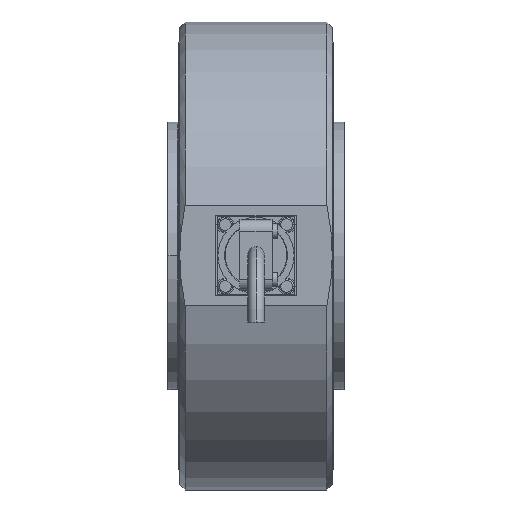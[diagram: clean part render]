
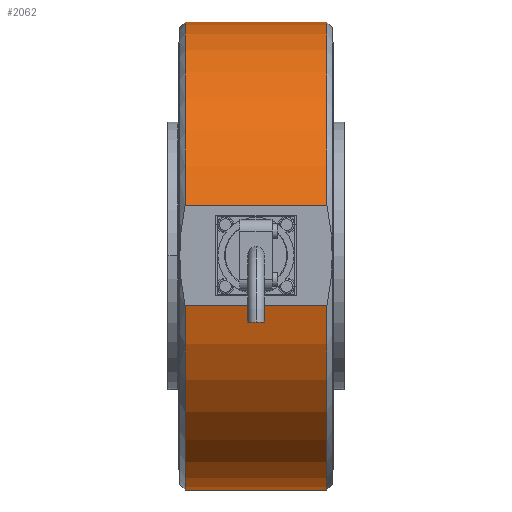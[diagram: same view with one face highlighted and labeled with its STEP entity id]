
A CAD part, top view. The second image highlights one B-rep face of the part: STEP entity #2062.
In plain terms, the highlighted cylindrical face has radius 87.5 mm (diameter 175 mm), a partial arc.
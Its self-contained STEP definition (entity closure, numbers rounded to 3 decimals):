
#1906=CARTESIAN_POINT('',(26.5,85.5,18.601));
#1907=VERTEX_POINT('',#1906);
#1921=CARTESIAN_POINT('',(26.5,85.5,-18.601));
#1922=VERTEX_POINT('',#1921);
#1936=CARTESIAN_POINT('',(-26.5,85.5,-18.601));
#1937=VERTEX_POINT('',#1936);
#1938=CARTESIAN_POINT('',(-26.5,85.5,-18.601));
#1939=DIRECTION('',(1.0,0.0,0.0));
#1940=VECTOR('',#1939,53.);
#1941=LINE('',#1938,#1940);
#1942=EDGE_CURVE('',#1937,#1922,#1941,.T.);
#1959=CARTESIAN_POINT('',(-26.5,85.5,18.601));
#1960=VERTEX_POINT('',#1959);
#1974=CARTESIAN_POINT('',(26.5,85.5,18.601));
#1975=DIRECTION('',(-1.0,0.0,0.0));
#1976=VECTOR('',#1975,53.);
#1977=LINE('',#1974,#1976);
#1978=EDGE_CURVE('',#1907,#1960,#1977,.T.);
#2017=CARTESIAN_POINT('',(-26.5,0.0,0.0));
#2018=DIRECTION('',(-1.0,0.0,0.0));
#2019=DIRECTION('',(0.0,-1.0,0.0));
#2020=AXIS2_PLACEMENT_3D('',#2017,#2018,#2019);
#2021=CIRCLE('',#2020,87.5);
#2022=EDGE_CURVE('',#1937,#1960,#2021,.T.);
#2033=CARTESIAN_POINT('',(26.5,0.0,0.0));
#2034=DIRECTION('',(1.0,0.0,0.0));
#2035=DIRECTION('',(0.0,-1.0,0.0));
#2036=AXIS2_PLACEMENT_3D('',#2033,#2034,#2035);
#2037=CIRCLE('',#2036,87.5);
#2038=EDGE_CURVE('',#1907,#1922,#2037,.T.);
#2051=CARTESIAN_POINT('',(-29.15,0.0,0.0));
#2052=DIRECTION('',(1.0,0.0,0.0));
#2053=DIRECTION('',(0.0,1.0,0.0));
#2054=AXIS2_PLACEMENT_3D('',#2051,#2052,#2053);
#2055=CYLINDRICAL_SURFACE('',#2054,87.5);
#2056=ORIENTED_EDGE('',*,*,#1978,.T.);
#2057=ORIENTED_EDGE('',*,*,#2022,.F.);
#2058=ORIENTED_EDGE('',*,*,#1942,.T.);
#2059=ORIENTED_EDGE('',*,*,#2038,.F.);
#2060=EDGE_LOOP('',(#2056,#2057,#2058,#2059));
#2061=FACE_OUTER_BOUND('',#2060,.T.);
#2062=ADVANCED_FACE('',(#2061),#2055,.T.);
